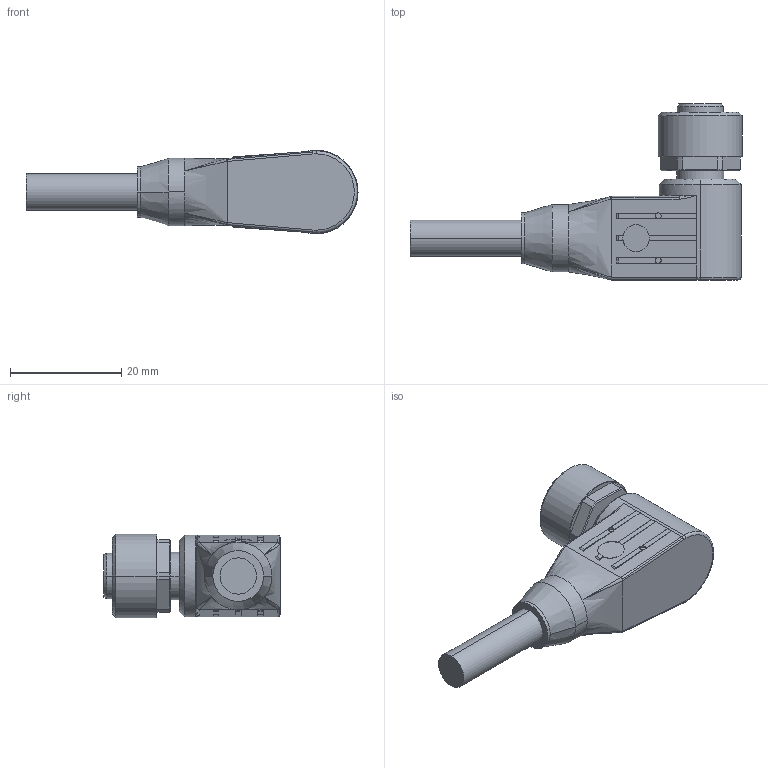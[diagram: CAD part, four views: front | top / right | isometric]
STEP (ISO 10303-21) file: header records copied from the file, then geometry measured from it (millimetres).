
FILE_DESCRIPTION (( 'STEP AP214' ), '1' );
FILE_NAME ('7000-13281-3490500.step', '2016-05-09T18:39:25', ( '' ), ( '' ), 'SwSTEP 2.0', 'SolidWorks 2015', '' );
FILE_SCHEMA (( 'AUTOMOTIVE_DESIGN' ));
Length unit declared in the file: millimetre
Products named in the file (1): 7000-13281-3490500
Bounding box: 59.6 x 31.6 x 15 mm (x, y, z)
Volume: 9142.6 mm3; surface area: 4031.8 mm2
Topology: 1 solids, 1 shells, 165 faces, 412 edges, 260 vertices
Faces by surface type: plane 70, cylinder 61, cone 18, bspline 10, torus 6
Entity records: 5532 total; most frequent: CARTESIAN_POINT 1661, ORIENTED_EDGE 812, DIRECTION 787, EDGE_CURVE 406, AXIS2_PLACEMENT_3D 299, VERTEX_POINT 260, VECTOR 189, LINE 189
